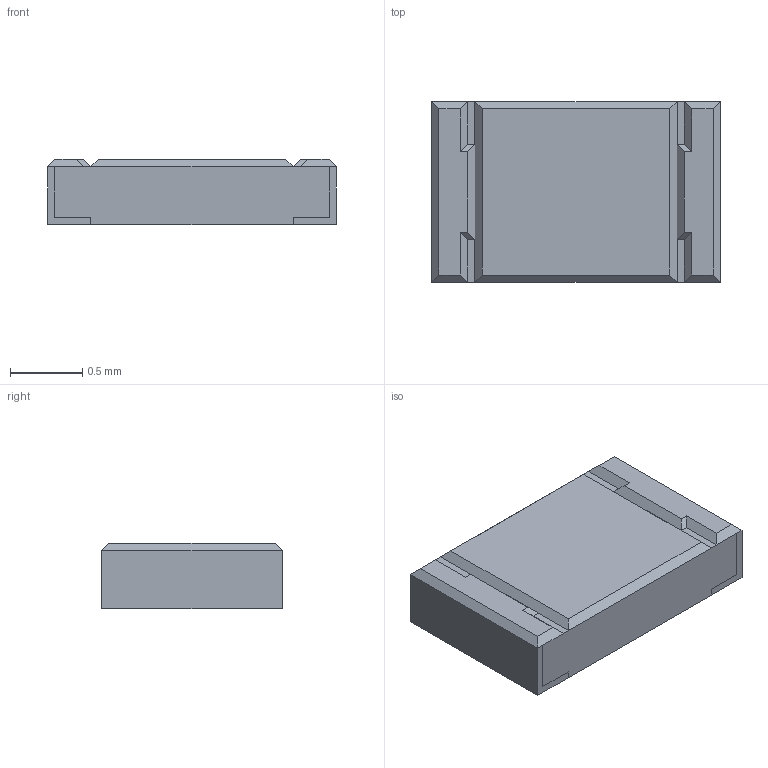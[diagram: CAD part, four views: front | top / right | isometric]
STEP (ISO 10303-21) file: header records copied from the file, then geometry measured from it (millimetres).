
FILE_DESCRIPTION( ( '' ), ' ' );
FILE_NAME( '5aa0bc466831970ffdb2071a.step', '2018-03-08T04:29:58', ( '' ), ( '' ), ' ', ' ', ' ' );
FILE_SCHEMA( ( 'AUTOMOTIVE_DESIGN { 1 0 10303 214 1 1 1 1 }' ) );
Length unit declared in the file: metre
Products named in the file (3): Open CASCADE STEP translator 6.8 4; Open CASCADE STEP translator 6.8 3; Open CASCADE STEP translator 6.8 2
Bounding box: 2 x 1.25 x 0.45 mm (x, y, z)
Volume: 1.1 mm3; surface area: 12.2 mm2
Topology: 3 solids, 3 shells, 50 faces, 120 edges, 76 vertices
Faces by surface type: plane 50
Entity records: 2444 total; most frequent: CARTESIAN_POINT 249, ORIENTED_EDGE 240, DIRECTION 226, STYLED_ITEM 170, PRESENTATION_STYLE_ASSIGNMENT 170, COLOUR_RGB 170, EDGE_CURVE 120, CURVE_STYLE 120
